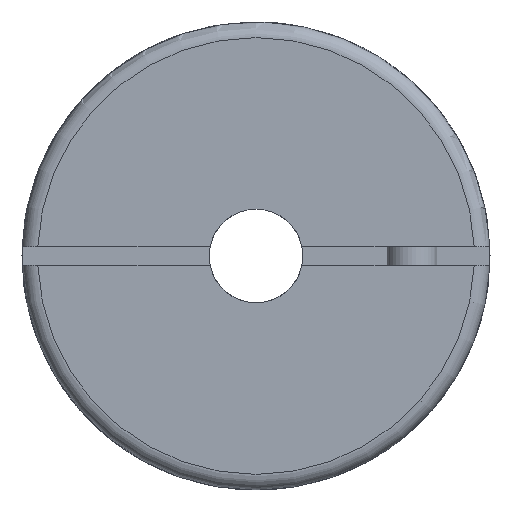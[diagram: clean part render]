
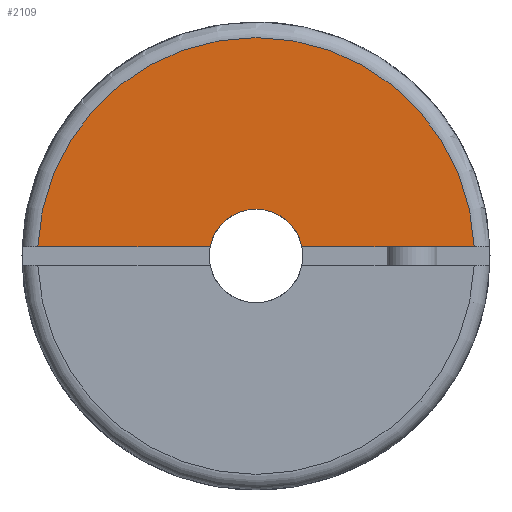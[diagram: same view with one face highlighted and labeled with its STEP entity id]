
A CAD part, left-side view. The second image highlights one B-rep face of the part: STEP entity #2109.
In plain terms, the highlighted planar face has unit normal (-1, 0, 0).
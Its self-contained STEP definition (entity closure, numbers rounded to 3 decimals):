
#72=PLANE('',#2295);
#174=CIRCLE('',#2294,1.5);
#175=CIRCLE('',#2296,7.);
#245=LINE('',#3272,#420);
#246=LINE('',#3273,#421);
#420=VECTOR('',#2571,1000.);
#421=VECTOR('',#2572,1000.);
#624=ORIENTED_EDGE('',*,*,#1227,.F.);
#625=ORIENTED_EDGE('',*,*,#1228,.T.);
#626=ORIENTED_EDGE('',*,*,#1225,.T.);
#627=ORIENTED_EDGE('',*,*,#1229,.T.);
#1225=EDGE_CURVE('',#1525,#1524,#174,.T.);
#1227=EDGE_CURVE('',#1526,#1527,#175,.T.);
#1228=EDGE_CURVE('',#1526,#1525,#245,.T.);
#1229=EDGE_CURVE('',#1524,#1527,#246,.T.);
#1524=VERTEX_POINT('',#3264);
#1525=VERTEX_POINT('',#3266);
#1526=VERTEX_POINT('',#3270);
#1527=VERTEX_POINT('',#3271);
#1746=EDGE_LOOP('',(#624,#625,#626,#627));
#1913=FACE_BOUND('',#1746,.T.);
#2109=ADVANCED_FACE('',(#1913),#72,.T.);
#2294=AXIS2_PLACEMENT_3D('',#3265,#2564,#2565);
#2295=AXIS2_PLACEMENT_3D('',#3268,#2567,#2568);
#2296=AXIS2_PLACEMENT_3D('',#3269,#2569,#2570);
#2564=DIRECTION('',(1.,0.,0.));
#2565=DIRECTION('',(0.,0.,-1.));
#2567=DIRECTION('',(-1.,0.,0.));
#2568=DIRECTION('',(0.,0.,1.));
#2569=DIRECTION('',(1.,0.,0.));
#2570=DIRECTION('',(0.,0.,-1.));
#2571=DIRECTION('',(0.,-1.,0.));
#2572=DIRECTION('',(0.,-1.,0.));
#3264=CARTESIAN_POINT('',(0.,-1.47,0.3));
#3265=CARTESIAN_POINT('',(0.,0.,0.));
#3266=CARTESIAN_POINT('',(0.,1.47,0.3));
#3268=CARTESIAN_POINT('',(0.,7.,0.));
#3269=CARTESIAN_POINT('',(0.,0.,0.));
#3270=CARTESIAN_POINT('',(0.,6.994,0.3));
#3271=CARTESIAN_POINT('',(0.,-6.994,0.3));
#3272=CARTESIAN_POINT('',(0.,7.5,0.3));
#3273=CARTESIAN_POINT('',(0.,7.5,0.3));
